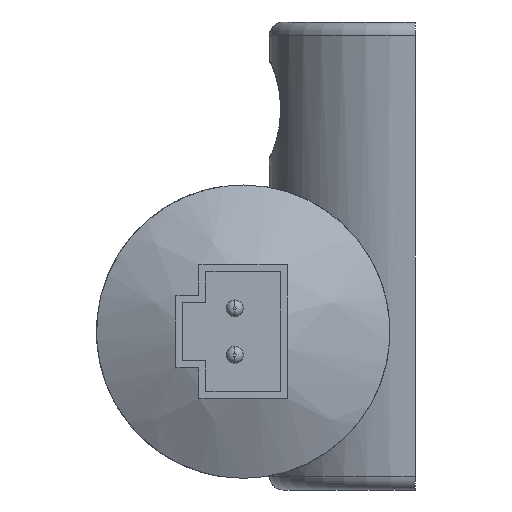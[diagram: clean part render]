
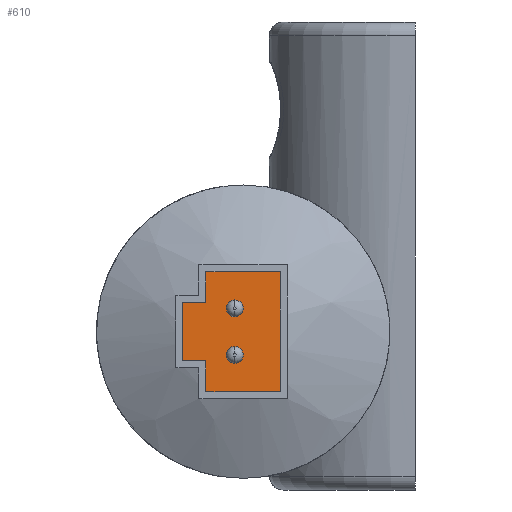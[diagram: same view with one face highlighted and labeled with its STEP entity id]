
A CAD part, left-side view. The second image highlights one B-rep face of the part: STEP entity #610.
In plain terms, the highlighted planar face has unit normal (-1, 0, 0).
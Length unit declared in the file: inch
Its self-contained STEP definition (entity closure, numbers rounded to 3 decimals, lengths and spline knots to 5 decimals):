
#2 = CARTESIAN_POINT ( 'NONE',  ( -6.35, -0.19, 0.2875 ) ) ;
#6 = DIRECTION ( 'NONE',  ( 0., 0., -1. ) ) ;
#18 = CIRCLE ( 'NONE', #746, 0.03639 ) ;
#43 = CIRCLE ( 'NONE', #3288, 0.03639 ) ;
#128 = CARTESIAN_POINT ( 'NONE',  ( -6.35, 0.26, 0.125 ) ) ;
#134 = PLANE ( 'NONE',  #2246 ) ;
#262 = VECTOR ( 'NONE', #1276, 39.37008 ) ;
#276 = CARTESIAN_POINT ( 'NONE',  ( -6.35, -0.16, 0.2575 ) ) ;
#311 = CARTESIAN_POINT ( 'NONE',  ( -6.35, 0.03639, 0.13639 ) ) ;
#610 = ADVANCED_FACE ( 'NONE', ( #3364, #6802, #7697 ), #134, .T. ) ;
#736 = VECTOR ( 'NONE', #6, 39.37008 ) ;
#746 = AXIS2_PLACEMENT_3D ( 'NONE', #2013, #6867, #2724 ) ;
#930 = DIRECTION ( 'NONE',  ( -1., 0., 0. ) ) ;
#943 = EDGE_CURVE ( 'NONE', #5731, #1919, #7686, .T. ) ;
#957 = DIRECTION ( 'NONE',  ( 0., 0., 1. ) ) ;
#1004 = CARTESIAN_POINT ( 'NONE',  ( -6.35, -0.16, -0.2575 ) ) ;
#1050 = ORIENTED_EDGE ( 'NONE', *, *, #3388, .T. ) ;
#1276 = DIRECTION ( 'NONE',  ( 0., 0., -1. ) ) ;
#1486 = VECTOR ( 'NONE', #4512, 39.37008 ) ;
#1501 = LINE ( 'NONE', #4236, #3158 ) ;
#1592 = CARTESIAN_POINT ( 'NONE',  ( -6.35, 0.03639, 0.1 ) ) ;
#1657 = VERTEX_POINT ( 'NONE', #128 ) ;
#1919 = VERTEX_POINT ( 'NONE', #2461 ) ;
#1945 = CARTESIAN_POINT ( 'NONE',  ( -6.35, 0.16, 0.125 ) ) ;
#2013 = CARTESIAN_POINT ( 'NONE',  ( -6.35, 0.03639, 0.1 ) ) ;
#2046 = VERTEX_POINT ( 'NONE', #3431 ) ;
#2059 = AXIS2_PLACEMENT_3D ( 'NONE', #5158, #930, #5829 ) ;
#2246 = AXIS2_PLACEMENT_3D ( 'NONE', #2, #4771, #2660 ) ;
#2299 = DIRECTION ( 'NONE',  ( 0., 0., 1. ) ) ;
#2306 = VERTEX_POINT ( 'NONE', #1945 ) ;
#2355 = LINE ( 'NONE', #5500, #262 ) ;
#2405 = ORIENTED_EDGE ( 'NONE', *, *, #5191, .F. ) ;
#2461 = CARTESIAN_POINT ( 'NONE',  ( -6.35, 0.03639, -0.13639 ) ) ;
#2647 = EDGE_CURVE ( 'NONE', #3059, #8754, #2355, .T. ) ;
#2660 = DIRECTION ( 'NONE',  ( 0., 0., 1. ) ) ;
#2724 = DIRECTION ( 'NONE',  ( 0., 0., 1. ) ) ;
#2861 = ORIENTED_EDGE ( 'NONE', *, *, #2647, .T. ) ;
#2949 = CARTESIAN_POINT ( 'NONE',  ( -6.35, 0.16, 0.125 ) ) ;
#3059 = VERTEX_POINT ( 'NONE', #3852 ) ;
#3152 = LINE ( 'NONE', #276, #1486 ) ;
#3158 = VECTOR ( 'NONE', #4274, 39.37008 ) ;
#3228 = VECTOR ( 'NONE', #3676, 39.37008 ) ;
#3257 = EDGE_CURVE ( 'NONE', #7863, #7230, #3944, .T. ) ;
#3288 = AXIS2_PLACEMENT_3D ( 'NONE', #8032, #3906, #8700 ) ;
#3364 = FACE_BOUND ( 'NONE', #4388, .T. ) ;
#3372 = ORIENTED_EDGE ( 'NONE', *, *, #8050, .T. ) ;
#3388 = EDGE_CURVE ( 'NONE', #4842, #2306, #8861, .T. ) ;
#3431 = CARTESIAN_POINT ( 'NONE',  ( -6.35, 0.03639, 0.06361 ) ) ;
#3438 = EDGE_CURVE ( 'NONE', #8754, #7863, #1501, .T. ) ;
#3545 = CARTESIAN_POINT ( 'NONE',  ( -6.35, 0.16, 0.2575 ) ) ;
#3574 = EDGE_CURVE ( 'NONE', #7230, #4842, #3152, .T. ) ;
#3674 = CARTESIAN_POINT ( 'NONE',  ( -6.35, 0.26, -0.125 ) ) ;
#3676 = DIRECTION ( 'NONE',  ( 0., 1., 0. ) ) ;
#3781 = CARTESIAN_POINT ( 'NONE',  ( -6.35, -0.16, -0.2575 ) ) ;
#3788 = AXIS2_PLACEMENT_3D ( 'NONE', #1592, #6467, #2299 ) ;
#3852 = CARTESIAN_POINT ( 'NONE',  ( -6.35, 0.16, -0.125 ) ) ;
#3906 = DIRECTION ( 'NONE',  ( -1., 0., 0. ) ) ;
#3944 = LINE ( 'NONE', #3781, #8566 ) ;
#4071 = EDGE_LOOP ( 'NONE', ( #8119, #3372, #2861, #5592, #5598, #6322, #1050, #5498 ) ) ;
#4236 = CARTESIAN_POINT ( 'NONE',  ( -6.35, 0.16, -0.2575 ) ) ;
#4274 = DIRECTION ( 'NONE',  ( 0., -1., 0. ) ) ;
#4285 = EDGE_CURVE ( 'NONE', #2306, #1657, #8937, .T. ) ;
#4341 = CARTESIAN_POINT ( 'NONE',  ( -6.35, 0.03639, -0.06361 ) ) ;
#4388 = EDGE_LOOP ( 'NONE', ( #2405, #4988 ) ) ;
#4512 = DIRECTION ( 'NONE',  ( 0., 1., 0. ) ) ;
#4676 = ORIENTED_EDGE ( 'NONE', *, *, #7155, .F. ) ;
#4771 = DIRECTION ( 'NONE',  ( -1., 0., 0. ) ) ;
#4772 = EDGE_CURVE ( 'NONE', #2046, #8402, #18, .T. ) ;
#4842 = VERTEX_POINT ( 'NONE', #7094 ) ;
#4961 = CIRCLE ( 'NONE', #3788, 0.03639 ) ;
#4988 = ORIENTED_EDGE ( 'NONE', *, *, #943, .F. ) ;
#5158 = CARTESIAN_POINT ( 'NONE',  ( -6.35, 0.03639, -0.1 ) ) ;
#5191 = EDGE_CURVE ( 'NONE', #1919, #5731, #43, .T. ) ;
#5498 = ORIENTED_EDGE ( 'NONE', *, *, #4285, .T. ) ;
#5500 = CARTESIAN_POINT ( 'NONE',  ( -6.35, 0.16, -0.125 ) ) ;
#5592 = ORIENTED_EDGE ( 'NONE', *, *, #3438, .T. ) ;
#5598 = ORIENTED_EDGE ( 'NONE', *, *, #3257, .T. ) ;
#5731 = VERTEX_POINT ( 'NONE', #4341 ) ;
#5829 = DIRECTION ( 'NONE',  ( 0., 0., 1. ) ) ;
#5845 = CARTESIAN_POINT ( 'NONE',  ( -6.35, -0.16, 0.2575 ) ) ;
#5918 = CARTESIAN_POINT ( 'NONE',  ( -6.35, 0.26, -0.125 ) ) ;
#5981 = VECTOR ( 'NONE', #6602, 39.37008 ) ;
#6189 = CARTESIAN_POINT ( 'NONE',  ( -6.35, 0.16, -0.2575 ) ) ;
#6210 = VERTEX_POINT ( 'NONE', #3674 ) ;
#6322 = ORIENTED_EDGE ( 'NONE', *, *, #3574, .T. ) ;
#6373 = EDGE_CURVE ( 'NONE', #1657, #6210, #8701, .T. ) ;
#6467 = DIRECTION ( 'NONE',  ( -1., 0., 0. ) ) ;
#6538 = EDGE_LOOP ( 'NONE', ( #7635, #4676 ) ) ;
#6602 = DIRECTION ( 'NONE',  ( 0., -1., 0. ) ) ;
#6802 = FACE_OUTER_BOUND ( 'NONE', #4071, .T. ) ;
#6867 = DIRECTION ( 'NONE',  ( -1., 0., 0. ) ) ;
#6868 = VECTOR ( 'NONE', #7267, 39.37008 ) ;
#7094 = CARTESIAN_POINT ( 'NONE',  ( -6.35, 0.16, 0.2575 ) ) ;
#7155 = EDGE_CURVE ( 'NONE', #8402, #2046, #4961, .T. ) ;
#7230 = VERTEX_POINT ( 'NONE', #5845 ) ;
#7267 = DIRECTION ( 'NONE',  ( 0., 0., -1. ) ) ;
#7635 = ORIENTED_EDGE ( 'NONE', *, *, #4772, .F. ) ;
#7686 = CIRCLE ( 'NONE', #2059, 0.03639 ) ;
#7697 = FACE_BOUND ( 'NONE', #6538, .T. ) ;
#7863 = VERTEX_POINT ( 'NONE', #1004 ) ;
#8032 = CARTESIAN_POINT ( 'NONE',  ( -6.35, 0.03639, -0.1 ) ) ;
#8048 = LINE ( 'NONE', #5918, #5981 ) ;
#8050 = EDGE_CURVE ( 'NONE', #6210, #3059, #8048, .T. ) ;
#8119 = ORIENTED_EDGE ( 'NONE', *, *, #6373, .T. ) ;
#8402 = VERTEX_POINT ( 'NONE', #311 ) ;
#8566 = VECTOR ( 'NONE', #957, 39.37008 ) ;
#8633 = CARTESIAN_POINT ( 'NONE',  ( -6.35, 0.26, 0.125 ) ) ;
#8700 = DIRECTION ( 'NONE',  ( 0., 0., 1. ) ) ;
#8701 = LINE ( 'NONE', #8633, #6868 ) ;
#8754 = VERTEX_POINT ( 'NONE', #6189 ) ;
#8861 = LINE ( 'NONE', #3545, #736 ) ;
#8937 = LINE ( 'NONE', #2949, #3228 ) ;
